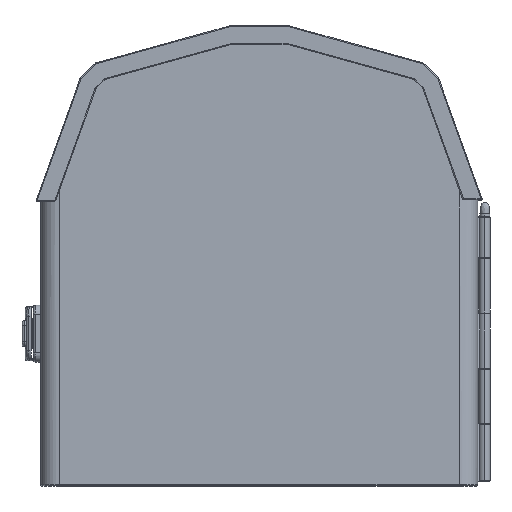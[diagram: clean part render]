
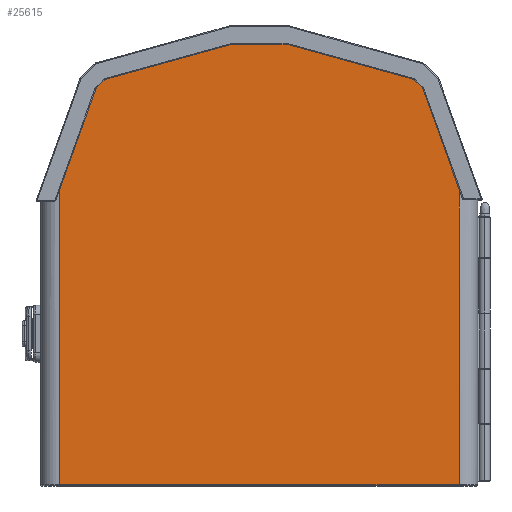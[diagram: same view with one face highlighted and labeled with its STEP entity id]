
A CAD part, top view. The second image highlights one B-rep face of the part: STEP entity #25615.
In plain terms, the highlighted planar face has unit normal (0, 0, 1).
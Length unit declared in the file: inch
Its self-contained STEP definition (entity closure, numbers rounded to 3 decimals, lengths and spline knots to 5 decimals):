
#466 = VERTEX_POINT ( 'NONE', #20643 ) ;
#2749 = DIRECTION ( 'NONE',  ( 0., 0., -1. ) ) ;
#2984 = FACE_OUTER_BOUND ( 'NONE', #24504, .T. ) ;
#3144 = ORIENTED_EDGE ( 'NONE', *, *, #15794, .T. ) ;
#3805 = CARTESIAN_POINT ( 'NONE',  ( -3.49986, 9.1069, 2.2 ) ) ;
#4121 = CARTESIAN_POINT ( 'NONE',  ( 4.35, 0.02, 2.2 ) ) ;
#4526 = ORIENTED_EDGE ( 'NONE', *, *, #9832, .T. ) ;
#6096 = DIRECTION ( 'NONE',  ( 0.725, -0.689, 0. ) ) ;
#6342 = CARTESIAN_POINT ( 'NONE',  ( 3.81356, 8.81719, 2.2 ) ) ;
#8175 = VECTOR ( 'NONE', #11717, 39.37008 ) ;
#8527 = AXIS2_PLACEMENT_3D ( 'NONE', #11075, #2749, #49023 ) ;
#8685 = VERTEX_POINT ( 'NONE', #3805 ) ;
#9832 = EDGE_CURVE ( 'NONE', #30797, #28643, #39217, .T. ) ;
#9855 = DIRECTION ( 'NONE',  ( -0.339, -0.941, 0. ) ) ;
#10205 = DIRECTION ( 'NONE',  ( 0., 1., 0. ) ) ;
#10449 = VECTOR ( 'NONE', #10205, 39.37008 ) ;
#10721 = LINE ( 'NONE', #14246, #26601 ) ;
#11075 = CARTESIAN_POINT ( 'NONE',  ( 0., 0., 2.2 ) ) ;
#11165 = LINE ( 'NONE', #34420, #25749 ) ;
#11717 = DIRECTION ( 'NONE',  ( 0.964, 0.267, 0. ) ) ;
#13684 = VECTOR ( 'NONE', #22396, 39.37008 ) ;
#14014 = CARTESIAN_POINT ( 'NONE',  ( 4.35, 6.21659, 2.2 ) ) ;
#14210 = CARTESIAN_POINT ( 'NONE',  ( -3.49986, 9.1069, 2.2 ) ) ;
#14246 = CARTESIAN_POINT ( 'NONE',  ( -4.35, 0., 2.2 ) ) ;
#14982 = ORIENTED_EDGE ( 'NONE', *, *, #15765, .T. ) ;
#15765 = EDGE_CURVE ( 'NONE', #45325, #24883, #10721, .T. ) ;
#15794 = EDGE_CURVE ( 'NONE', #18323, #35098, #17814, .T. ) ;
#16486 = CARTESIAN_POINT ( 'NONE',  ( 4.35, 7.32744, 2.2 ) ) ;
#16802 = VECTOR ( 'NONE', #9855, 39.37008 ) ;
#16872 = EDGE_CURVE ( 'NONE', #8685, #28643, #23842, .T. ) ;
#17244 = VECTOR ( 'NONE', #19041, 39.37008 ) ;
#17814 = LINE ( 'NONE', #14014, #10449 ) ;
#18038 = ORIENTED_EDGE ( 'NONE', *, *, #30064, .T. ) ;
#18323 = VERTEX_POINT ( 'NONE', #20492 ) ;
#18346 = VERTEX_POINT ( 'NONE', #40471 ) ;
#19041 = DIRECTION ( 'NONE',  ( 1., 0., 0. ) ) ;
#19719 = CARTESIAN_POINT ( 'NONE',  ( 3.50866, 9.1069, 2.2 ) ) ;
#20248 = DIRECTION ( 'NONE',  ( -1., 0., 0. ) ) ;
#20492 = CARTESIAN_POINT ( 'NONE',  ( 4.35, 0.02, 2.2 ) ) ;
#20643 = CARTESIAN_POINT ( 'NONE',  ( -3.80476, 8.81719, 2.2 ) ) ;
#20899 = CARTESIAN_POINT ( 'NONE',  ( -4.35, 7.30301, 2.2 ) ) ;
#20987 = LINE ( 'NONE', #44248, #16802 ) ;
#21977 = PLANE ( 'NONE',  #8527 ) ;
#22223 = EDGE_CURVE ( 'NONE', #40448, #18346, #29846, .T. ) ;
#22227 = ORIENTED_EDGE ( 'NONE', *, *, #39467, .T. ) ;
#22396 = DIRECTION ( 'NONE',  ( 0.339, -0.941, 0. ) ) ;
#23842 = LINE ( 'NONE', #42830, #8175 ) ;
#24282 = CARTESIAN_POINT ( 'NONE',  ( -4.35, 0.02, 2.2 ) ) ;
#24504 = EDGE_LOOP ( 'NONE', ( #14982, #22227, #3144, #40010, #28347, #18038, #4526, #25921, #29389, #35505 ) ) ;
#24600 = LINE ( 'NONE', #14210, #34991 ) ;
#24883 = VERTEX_POINT ( 'NONE', #24282 ) ;
#25589 = DIRECTION ( 'NONE',  ( 0.725, 0.689, 0. ) ) ;
#25615 = ADVANCED_FACE ( 'NONE', ( #2984 ), #21977, .F. ) ;
#25749 = VECTOR ( 'NONE', #38484, 39.37008 ) ;
#25921 = ORIENTED_EDGE ( 'NONE', *, *, #16872, .F. ) ;
#26340 = VECTOR ( 'NONE', #20248, 39.37008 ) ;
#26601 = VECTOR ( 'NONE', #33226, 39.37008 ) ;
#28347 = ORIENTED_EDGE ( 'NONE', *, *, #22223, .F. ) ;
#28643 = VERTEX_POINT ( 'NONE', #34450 ) ;
#29091 = EDGE_CURVE ( 'NONE', #466, #45325, #20987, .T. ) ;
#29389 = ORIENTED_EDGE ( 'NONE', *, *, #49558, .F. ) ;
#29846 = LINE ( 'NONE', #6342, #40481 ) ;
#30064 = EDGE_CURVE ( 'NONE', #40448, #30797, #11165, .T. ) ;
#30797 = VERTEX_POINT ( 'NONE', #47755 ) ;
#33226 = DIRECTION ( 'NONE',  ( 0., -1., 0. ) ) ;
#34420 = CARTESIAN_POINT ( 'NONE',  ( 2.5952, 9.36016, 2.2 ) ) ;
#34450 = CARTESIAN_POINT ( 'NONE',  ( -0.63938, 9.9, 2.2 ) ) ;
#34991 = VECTOR ( 'NONE', #25589, 39.37008 ) ;
#35098 = VERTEX_POINT ( 'NONE', #16486 ) ;
#35505 = ORIENTED_EDGE ( 'NONE', *, *, #29091, .T. ) ;
#36163 = CARTESIAN_POINT ( 'NONE',  ( -4.75, 9.9, 2.2 ) ) ;
#38484 = DIRECTION ( 'NONE',  ( -0.964, 0.267, 0. ) ) ;
#39217 = LINE ( 'NONE', #36163, #26340 ) ;
#39467 = EDGE_CURVE ( 'NONE', #24883, #18323, #46115, .T. ) ;
#40010 = ORIENTED_EDGE ( 'NONE', *, *, #44544, .F. ) ;
#40448 = VERTEX_POINT ( 'NONE', #19719 ) ;
#40471 = CARTESIAN_POINT ( 'NONE',  ( 3.81356, 8.81719, 2.2 ) ) ;
#40481 = VECTOR ( 'NONE', #6096, 39.37008 ) ;
#41373 = LINE ( 'NONE', #45910, #13684 ) ;
#42830 = CARTESIAN_POINT ( 'NONE',  ( -0.1705, 10.03, 2.2 ) ) ;
#44248 = CARTESIAN_POINT ( 'NONE',  ( -6.17858, 2.22482, 2.2 ) ) ;
#44544 = EDGE_CURVE ( 'NONE', #18346, #35098, #41373, .T. ) ;
#45325 = VERTEX_POINT ( 'NONE', #20899 ) ;
#45910 = CARTESIAN_POINT ( 'NONE',  ( 4.75978, 6.18942, 2.2 ) ) ;
#46115 = LINE ( 'NONE', #4121, #17244 ) ;
#47755 = CARTESIAN_POINT ( 'NONE',  ( 0.64817, 9.9, 2.2 ) ) ;
#49023 = DIRECTION ( 'NONE',  ( -1., 0., 0. ) ) ;
#49558 = EDGE_CURVE ( 'NONE', #466, #8685, #24600, .T. ) ;
